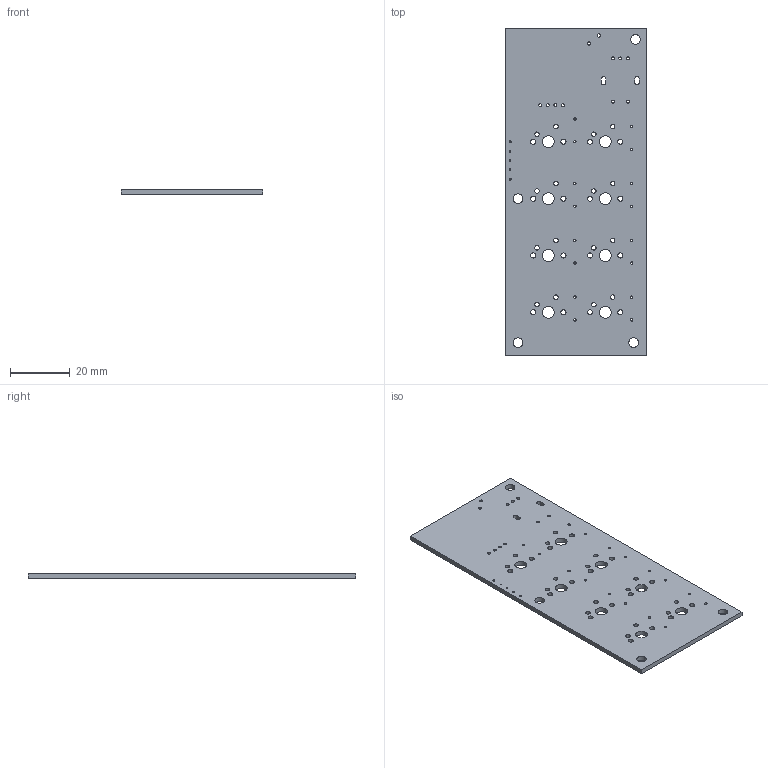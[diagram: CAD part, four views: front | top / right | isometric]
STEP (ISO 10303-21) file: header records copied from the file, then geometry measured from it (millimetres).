
FILE_DESCRIPTION(('KiCad electronic assembly'),'2;1');
FILE_NAME('MainPad.step','2023-04-09T12:51:24',('Pcbnew'),('Kicad'), 'Open CASCADE STEP processor 7.6','KiCad to STEP converter','Unknown' );
FILE_SCHEMA(('AUTOMOTIVE_DESIGN { 1 0 10303 214 1 1 1 1 }'));
Length unit declared in the file: millimetre
Products named in the file (2): MainPad 1; MainPad PCB
Assembly tree (1 placements, depth 2):
  MainPad 1
    MainPad PCB
Bounding box: 47.5 x 109.86 x 1.6 mm (x, y, z)
Volume: 7991.7 mm3; surface area: 11134.3 mm2
Topology: 1 solids, 1 shells, 90 faces, 264 edges, 176 vertices
Faces by surface type: cylinder 80, plane 10
Full cylindrical faces by diameter (mm): 0.5 x3, 0.7 x2, 0.8 x16, 1 x9, 1.09 x2, 1.5 x16, 1.7 x16, 3.2 x4, 4 x8
Entity records: 7359 total; most frequent: CARTESIAN_POINT 2020, DIRECTION 976, ORIENTED_EDGE 528, PCURVE 528, DEFINITIONAL_REPRESENTATION 528, LINE 472, VECTOR 472, EDGE_CURVE 264
